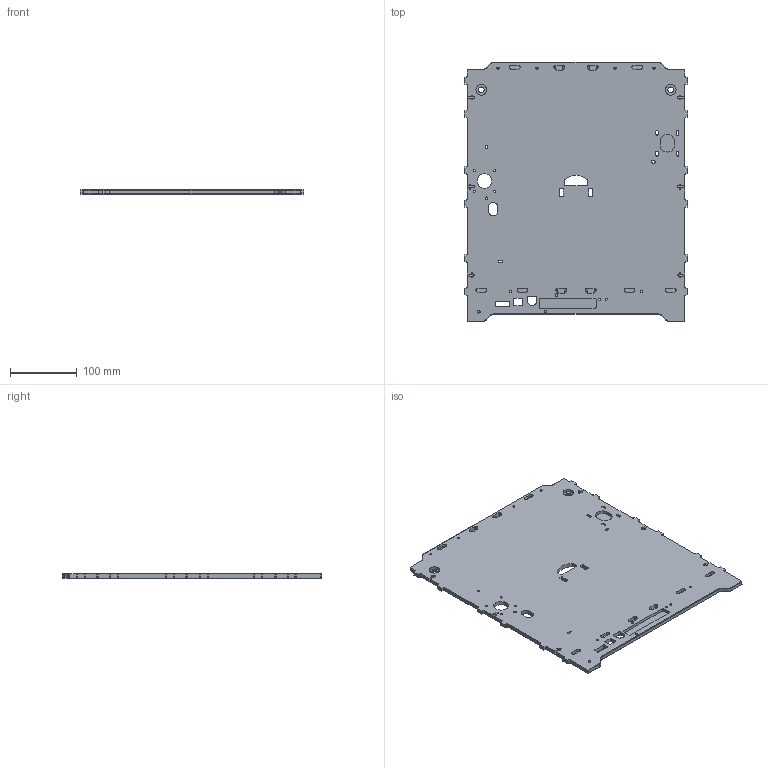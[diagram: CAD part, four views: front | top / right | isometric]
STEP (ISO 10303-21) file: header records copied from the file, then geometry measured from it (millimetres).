
FILE_DESCRIPTION (( 'STEP AP214' ), '1' );
FILE_NAME ('1231-J.STEP', '2016-03-16T12:54:42', ( '' ), ( '' ), 'SwSTEP 2.0', 'SolidWorks 2015', '' );
FILE_SCHEMA (( 'AUTOMOTIVE_DESIGN' ));
Length unit declared in the file: millimetre
Products named in the file (1): 1231-J
Bounding box: 334.2 x 388 x 6 mm (x, y, z)
Volume: 714230.4 mm3; surface area: 260141.4 mm2
Topology: 1 solids, 1 shells, 452 faces, 1251 edges, 818 vertices
Faces by surface type: plane 227, cylinder 209, cone 16
Entity records: 14639 total; most frequent: DIRECTION 2583, CARTESIAN_POINT 2546, ORIENTED_EDGE 2502, EDGE_CURVE 1251, AXIS2_PLACEMENT_3D 887, VERTEX_POINT 818, LINE 809, VECTOR 809
